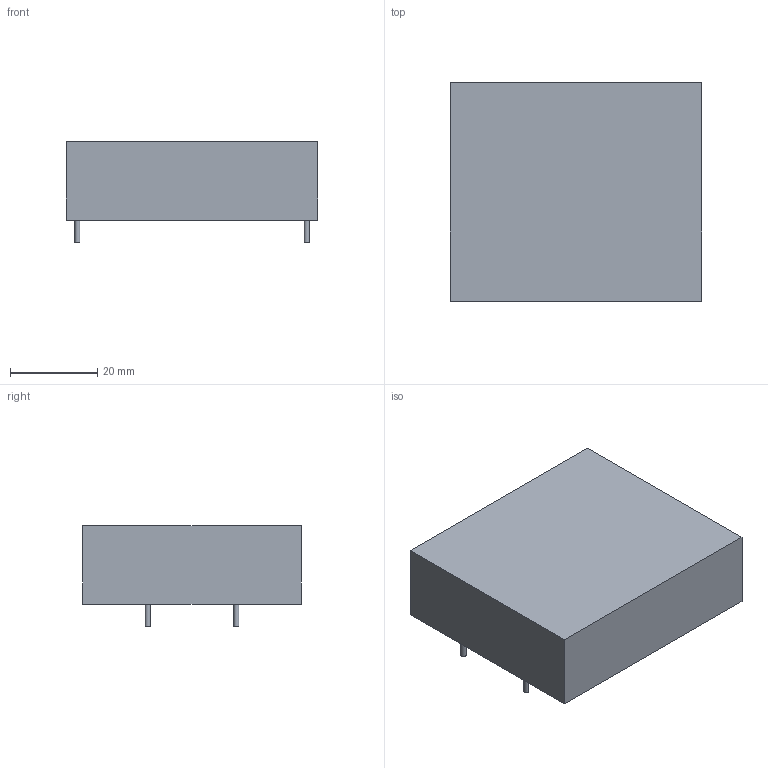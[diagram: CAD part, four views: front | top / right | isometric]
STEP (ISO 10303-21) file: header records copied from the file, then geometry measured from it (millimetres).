
FILE_DESCRIPTION(('FreeCAD Model'),'2;1');
FILE_NAME('1662997.1.1.stp','2020-04-10T14:49:26',( 'Author'),(''),'Open CASCADE STEP processor 6.9','FreeCAD','Unknown' );
FILE_SCHEMA(('AUTOMOTIVE_DESIGN { 1 0 10303 214 1 1 1 1 }'));
Length unit declared in the file: millimetre
Products named in the file (3): ASSEMBLY; Body; Leads
Assembly tree (5 placements, depth 2):
  ASSEMBLY
    Body
    Leads  x4
Bounding box: 57.5 x 50 x 23.1 mm (x, y, z)
Volume: 51842.3 mm3; surface area: 9963.8 mm2
Topology: 17 solids, 17 shells, 54 faces, 60 edges, 40 vertices
Faces by surface type: plane 38, cylinder 16
Full cylindrical faces by diameter (mm): 1.2 x16
Entity records: 799 total; most frequent: DIRECTION 128, CARTESIAN_POINT 112, LINE 56, VECTOR 56, ORIENTED_EDGE 48, PCURVE 48, DEFINITIONAL_REPRESENTATION 48, AXIS2_PLACEMENT_3D 32
